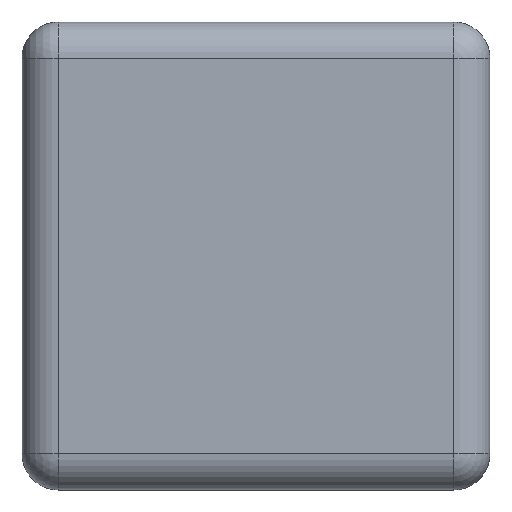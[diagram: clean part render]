
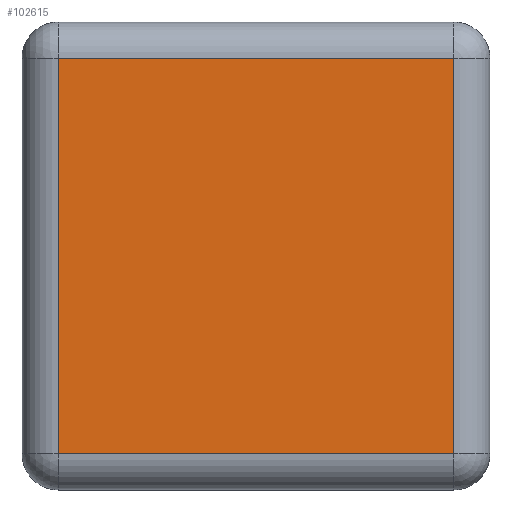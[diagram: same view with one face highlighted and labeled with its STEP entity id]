
A CAD part, front view. The second image highlights one B-rep face of the part: STEP entity #102615.
In plain terms, the highlighted planar face has unit normal (0, -1, 0).
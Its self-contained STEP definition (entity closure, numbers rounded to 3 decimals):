
#64 = EDGE_LOOP ( 'NONE', ( #51310, #42384, #17064, #92081 ) ) ;
#1281 = DIRECTION ( 'NONE',  ( 0., 0., -1. ) ) ;
#8670 = VERTEX_POINT ( 'NONE', #70938 ) ;
#12185 = CARTESIAN_POINT ( 'NONE',  ( 436.726, -58.159, 436.726 ) ) ;
#13364 = CARTESIAN_POINT ( 'NONE',  ( -436.726, -58.159, 0. ) ) ;
#17064 = ORIENTED_EDGE ( 'NONE', *, *, #95972, .T. ) ;
#17573 = FACE_OUTER_BOUND ( 'NONE', #64, .T. ) ;
#17991 = LINE ( 'NONE', #25903, #54597 ) ;
#25384 = DIRECTION ( 'NONE',  ( 0., 0., 1. ) ) ;
#25903 = CARTESIAN_POINT ( 'NONE',  ( 436.726, -58.159, 0. ) ) ;
#26003 = DIRECTION ( 'NONE',  ( 0., -1., 0. ) ) ;
#26294 = DIRECTION ( 'NONE',  ( 1., 0., 0. ) ) ;
#28170 = VECTOR ( 'NONE', #53870, 1000. ) ;
#28477 = EDGE_CURVE ( 'NONE', #48958, #81503, #17991, .T. ) ;
#38041 = CARTESIAN_POINT ( 'NONE',  ( -436.726, -58.159, 436.726 ) ) ;
#38045 = VECTOR ( 'NONE', #26294, 1000. ) ;
#38172 = DIRECTION ( 'NONE',  ( 0., 0., -1. ) ) ;
#42384 = ORIENTED_EDGE ( 'NONE', *, *, #100303, .T. ) ;
#43719 = LINE ( 'NONE', #98636, #38045 ) ;
#46430 = AXIS2_PLACEMENT_3D ( 'NONE', #75101, #26003, #1281 ) ;
#46435 = VERTEX_POINT ( 'NONE', #38041 ) ;
#46486 = LINE ( 'NONE', #61777, #28170 ) ;
#48958 = VERTEX_POINT ( 'NONE', #79912 ) ;
#50331 = PLANE ( 'NONE',  #46430 ) ;
#51310 = ORIENTED_EDGE ( 'NONE', *, *, #99400, .T. ) ;
#53870 = DIRECTION ( 'NONE',  ( -1., 0., 0. ) ) ;
#54597 = VECTOR ( 'NONE', #25384, 1000. ) ;
#61777 = CARTESIAN_POINT ( 'NONE',  ( 0., -58.159, 436.726 ) ) ;
#70938 = CARTESIAN_POINT ( 'NONE',  ( -436.726, -58.159, -436.726 ) ) ;
#75101 = CARTESIAN_POINT ( 'NONE',  ( 0., -58.159, 0. ) ) ;
#78298 = LINE ( 'NONE', #13364, #80533 ) ;
#79912 = CARTESIAN_POINT ( 'NONE',  ( 436.726, -58.159, -436.726 ) ) ;
#80533 = VECTOR ( 'NONE', #38172, 1000. ) ;
#81503 = VERTEX_POINT ( 'NONE', #12185 ) ;
#92081 = ORIENTED_EDGE ( 'NONE', *, *, #28477, .T. ) ;
#95972 = EDGE_CURVE ( 'NONE', #8670, #48958, #43719, .T. ) ;
#98636 = CARTESIAN_POINT ( 'NONE',  ( 0., -58.159, -436.726 ) ) ;
#99400 = EDGE_CURVE ( 'NONE', #81503, #46435, #46486, .T. ) ;
#100303 = EDGE_CURVE ( 'NONE', #46435, #8670, #78298, .T. ) ;
#102615 = ADVANCED_FACE ( 'NONE', ( #17573 ), #50331, .T. ) ;
